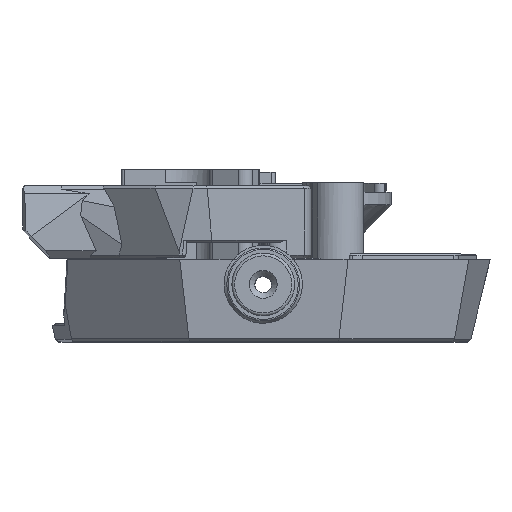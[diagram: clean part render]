
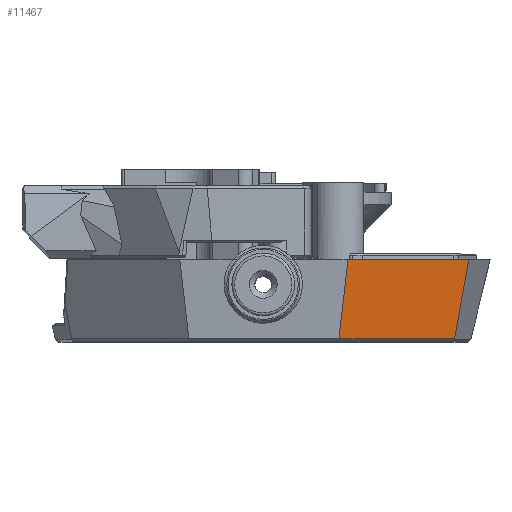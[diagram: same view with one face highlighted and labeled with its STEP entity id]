
A CAD part, top view. The second image highlights one B-rep face of the part: STEP entity #11467.
In plain terms, the highlighted planar face has unit normal (0.622, -0.139, 0.771).
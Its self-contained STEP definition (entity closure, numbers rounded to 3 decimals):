
#478=PLANE('',#12378);
#908=FACE_OUTER_BOUND('',#1602,.T.);
#1602=EDGE_LOOP('',(#8450,#8451,#8452,#8453,#8454));
#2168=LINE('',#16811,#3289);
#2197=LINE('',#16941,#3318);
#2443=LINE('',#18012,#3564);
#2444=LINE('',#18015,#3565);
#2462=LINE('',#18095,#3583);
#3289=VECTOR('',#13361,10.);
#3318=VECTOR('',#13442,10.);
#3564=VECTOR('',#14118,10.);
#3565=VECTOR('',#14121,10.);
#3583=VECTOR('',#14155,10.);
#4863=VERTEX_POINT('',#16808);
#4864=VERTEX_POINT('',#16810);
#4918=VERTEX_POINT('',#16939);
#5230=VERTEX_POINT('',#18010);
#5231=VERTEX_POINT('',#18014);
#5981=EDGE_CURVE('',#4863,#4864,#2168,.T.);
#6038=EDGE_CURVE('',#4918,#4863,#2197,.T.);
#6441=EDGE_CURVE('',#5230,#4918,#2443,.T.);
#6442=EDGE_CURVE('',#5231,#5230,#2444,.T.);
#6460=EDGE_CURVE('',#4864,#5231,#2462,.T.);
#8450=ORIENTED_EDGE('',*,*,#6441,.F.);
#8451=ORIENTED_EDGE('',*,*,#6442,.F.);
#8452=ORIENTED_EDGE('',*,*,#6460,.F.);
#8453=ORIENTED_EDGE('',*,*,#5981,.F.);
#8454=ORIENTED_EDGE('',*,*,#6038,.F.);
#11467=ADVANCED_FACE('',(#908),#478,.F.);
#12378=AXIS2_PLACEMENT_3D('',#18094,#14153,#14154);
#13361=DIRECTION('',(0.778,0.,-0.628));
#13442=DIRECTION('',(0.114,0.99,0.087));
#14118=DIRECTION('',(-0.606,0.537,0.586));
#14121=DIRECTION('',(-0.778,0.,0.628));
#14153=DIRECTION('center_axis',(-0.622,0.139,-0.771));
#14154=DIRECTION('ref_axis',(-0.778,0.,0.628));
#14155=DIRECTION('',(-0.176,-0.984,-0.035));
#16808=CARTESIAN_POINT('',(7.53,11.8,43.902));
#16810=CARTESIAN_POINT('',(24.864,11.8,29.914));
#16811=CARTESIAN_POINT('',(17.313,11.8,36.008));
#16939=CARTESIAN_POINT('',(6.214,0.398,42.904));
#16941=CARTESIAN_POINT('',(7.48,11.374,43.865));
#18010=CARTESIAN_POINT('',(6.217,0.396,42.902));
#18012=CARTESIAN_POINT('',(5.142,1.348,43.941));
#18014=CARTESIAN_POINT('',(22.82,0.396,29.504));
#18015=CARTESIAN_POINT('',(14.473,0.396,36.24));
#18094=CARTESIAN_POINT('Origin',(17.601,15.15,36.38));
#18095=CARTESIAN_POINT('',(24.513,9.841,29.844));
